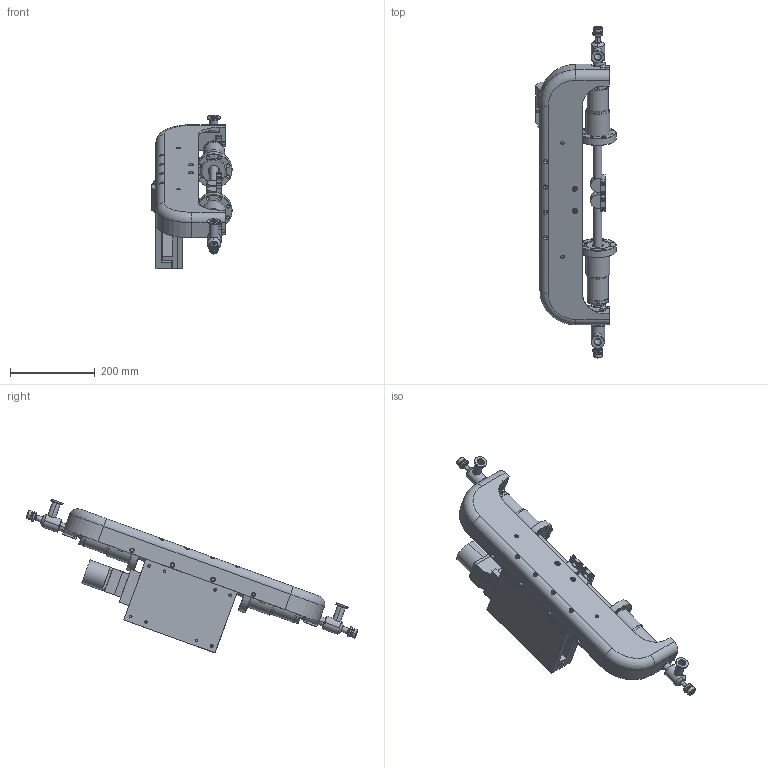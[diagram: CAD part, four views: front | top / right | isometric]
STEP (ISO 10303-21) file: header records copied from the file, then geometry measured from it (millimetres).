
FILE_DESCRIPTION(('OneSpaceDesigner STEP Export'),'2;1');
FILE_NAME('MIRROR_DRIVE.stp','2004-01-28T 8:45:08',(''),(''),'OneSpace Designer STEP processor (Jan. 2003) for AP214(CD)(Solid Model)','OneSpace Designer 12.00 10-Sep-2003 (C) CoCreate Software GmbH','');
FILE_SCHEMA(('AUTOMOTIVE_DESIGN_CC2 {1 2 10303 214 -1 1 5 1}'));
Length unit declared in the file: millimetre
Products named in the file (40): STAGE_HARD_STOP_LOWER.1; MIRROR_ROD_FLEXURE_CLAMP2; GRATING_ROD_YOKE; MIRROR_STAGE_MOTOR; HEIDENHAIN-R; MID_TUBE_FITTING_SST; SMALL_FLEX_PIVOT_CLAMP2; FEEDTHRU_BELLOWS_COVER_A.1; FEEDTHRU_BELLOWS_COVER_B.1; ACTUATOR_COOLANT_TUBE_SS; ACTUATOR_COOLANT_CAP_SS; ACTUATOR_TUBE_WELD_AND_MACHINE; GUARD_VACUUM_CAP; ALS20Q3973-8_COOLANT_FITTING; KF-NW16-1; COOLING_PROBE_WELDMENT_ASSY.1; BELLOWS_CUFF_ADAPTOR; ACTUATOR_TUBE_SST.1; FEEDTHRU_BELLOWS_COMPRESSED; BELLOWS_CUFF_B; 3.37CFF_ROT_INNER; 3.37CFF_ROT_OUTER; CONFLAT_ROTATABLE_3.37IN_ASSY; WELDED_BELLOWS_ASSY_STD.1; B_TUBE_END_FITTING_SST; B_ACTUATOR_TUBE_WELDMENT; FEEDTHRU_BELLOWS_COVER_C.1; B_FEEDTHRU_ACTUATOR_TUBE_ASSY.1; MIRROR_STAGE_MOTORBLOCK; MIRROR_STAGE_BASE_CONN_BLOCK; MIRROR_STAGE_MOTOR_MOUNT; MIRROR_STAGE_TOP; MIRROR_STAGE_ASSY; A_TUBE_END_FITTING; A_ACTUATOR_TUBE_WELDMENT; A_FEEDTHRU_ACTUATOR_TUBE_ASSY; MIRROR_STAGE_BASE_SPACER_BLOCK; MIRROR_ROD_FLEXURE_CLAMP1; MIRROR_DRIVE_FEEDBACK_ASSY; GENERIC_PART_MIRROR_FEEDTHRU_ASSY
Assembly tree (52 placements, depth 7):
  GENERIC_PART_MIRROR_FEEDTHRU_ASSY
    MIRROR_DRIVE_FEEDBACK_ASSY
      MIRROR_ROD_FLEXURE_CLAMP1
      MIRROR_STAGE_BASE_SPACER_BLOCK
      A_FEEDTHRU_ACTUATOR_TUBE_ASSY
        SMALL_FLEX_PIVOT_CLAMP2  x2
        FEEDTHRU_BELLOWS_COVER_C.1
        FEEDTHRU_BELLOWS_COVER_B.1
        COOLING_PROBE_WELDMENT_ASSY.1
          KF-NW16-1
          ALS20Q3973-8_COOLANT_FITTING
          GUARD_VACUUM_CAP
          ACTUATOR_TUBE_WELD_AND_MACHINE
            ACTUATOR_COOLANT_CAP_SS
            ACTUATOR_COOLANT_TUBE_SS
        FEEDTHRU_BELLOWS_COVER_A.1
        A_ACTUATOR_TUBE_WELDMENT
          A_TUBE_END_FITTING
          ACTUATOR_TUBE_SST.1
          WELDED_BELLOWS_ASSY_STD.1
            CONFLAT_ROTATABLE_3.37IN_ASSY
              3.37CFF_ROT_OUTER
              3.37CFF_ROT_INNER
            BELLOWS_CUFF_B  x2
            FEEDTHRU_BELLOWS_COMPRESSED
          BELLOWS_CUFF_ADAPTOR
        MID_TUBE_FITTING_SST
      MIRROR_STAGE_ASSY
        MIRROR_STAGE_TOP
        MIRROR_STAGE_MOTOR_MOUNT
        MIRROR_STAGE_BASE_CONN_BLOCK
        MIRROR_STAGE_MOTORBLOCK
      STAGE_HARD_STOP_LOWER.1  x2
      B_FEEDTHRU_ACTUATOR_TUBE_ASSY.1
        SMALL_FLEX_PIVOT_CLAMP2  x2
        FEEDTHRU_BELLOWS_COVER_C.1
        B_ACTUATOR_TUBE_WELDMENT
          B_TUBE_END_FITTING_SST
          WELDED_BELLOWS_ASSY_STD.1
            CONFLAT_ROTATABLE_3.37IN_ASSY
              3.37CFF_ROT_OUTER
              3.37CFF_ROT_INNER
            BELLOWS_CUFF_B  x2
            FEEDTHRU_BELLOWS_COMPRESSED
          ACTUATOR_TUBE_SST.1
          BELLOWS_CUFF_ADAPTOR
        COOLING_PROBE_WELDMENT_ASSY.1
          KF-NW16-1
          ALS20Q3973-8_COOLANT_FITTING
          GUARD_VACUUM_CAP
          ACTUATOR_TUBE_WELD_AND_MACHINE
            ACTUATOR_COOLANT_CAP_SS
            ACTUATOR_COOLANT_TUBE_SS
        FEEDTHRU_BELLOWS_COVER_B.1
        FEEDTHRU_BELLOWS_COVER_A.1
        MID_TUBE_FITTING_SST
      HEIDENHAIN-R
      MIRROR_STAGE_MOTOR
      GRATING_ROD_YOKE
      MIRROR_ROD_FLEXURE_CLAMP2
Bounding box: 188.5 x 781.58 x 362.21 mm (x, y, z)
Volume: 4626967.3 mm3; surface area: 1083775.8 mm2
Topology: 50 solids, 50 shells, 1455 faces, 3546 edges, 2337 vertices
Faces by surface type: cylinder 790, plane 477, cone 140, torus 48
Entity records: 36285 total; most frequent: CARTESIAN_POINT 13820, ORIENTED_EDGE 4906, DIRECTION 3754, EDGE_CURVE 2453, VERTEX_POINT 1615, AXIS2_PLACEMENT_3D 1346, EDGE_LOOP 1286, VECTOR 1062
